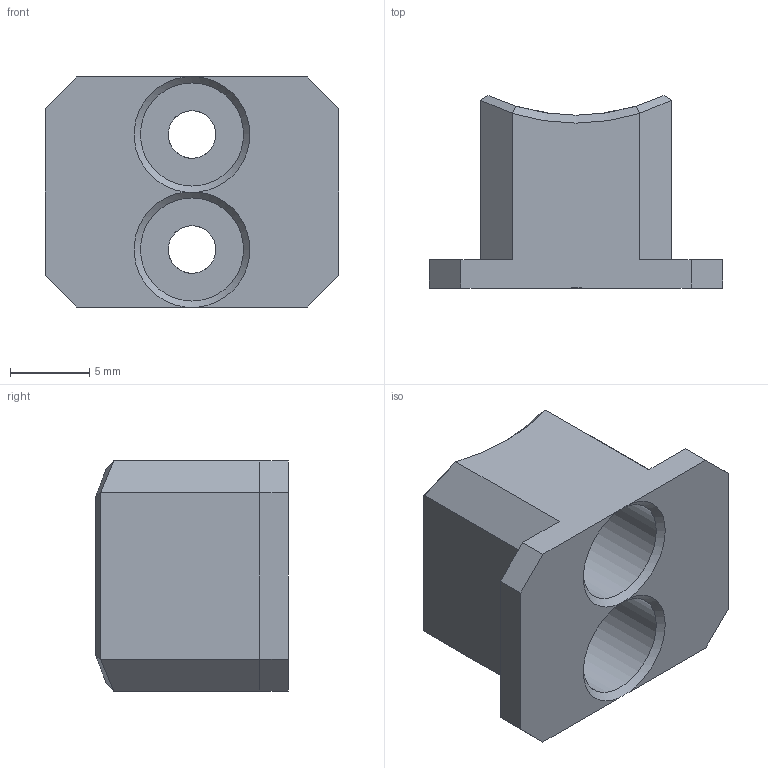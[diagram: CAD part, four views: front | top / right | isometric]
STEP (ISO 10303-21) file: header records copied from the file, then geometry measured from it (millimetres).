
FILE_DESCRIPTION(/* description */ (''),/* implementation_level */ '2;1');
FILE_NAME(/* name */ 'sam7_5_viewFinderColdShoe_lemuroFisheye_forPrint',/* time_stamp */ '2023-12-08T13:39:56-05:00',/* author */ ('George Moua'),/* organization */ ('Archive 663'),/* preprocessor_version */ 'ST-DEVELOPER v16.7',/* originating_system */ 'Solid Edge',/* authorisation */ 'Unknown');
FILE_SCHEMA (('AUTOMOTIVE_DESIGN {1 0 10303 214 3 1 1}'));
Length unit declared in the file: millimetre
Products named in the file (2): sam7_5_viewFinder; sam7_5_MFT-LM_viewFinderColdShoe_lemuroFisheye_forPrint
Assembly tree (1 placements, depth 2):
  sam7_5_viewFinder
    sam7_5_MFT-LM_viewFinderColdShoe_lemuroFisheye_forPrint
Bounding box: 18.5 x 12.14 x 14.5 mm (x, y, z)
Volume: 1445.4 mm3; surface area: 1458.3 mm2
Topology: 1 solids, 1 shells, 35 faces, 99 edges, 66 vertices
Faces by surface type: plane 22, cylinder 5, cone 4, bspline 4
Full cylindrical faces by diameter (mm): 3 x2, 6.5 x2
Entity records: 1177 total; most frequent: CARTESIAN_POINT 317, ORIENTED_EDGE 178, DIRECTION 140, EDGE_CURVE 89, VERTEX_POINT 62, AXIS2_PLACEMENT_3D 47, LINE 46, VECTOR 46
